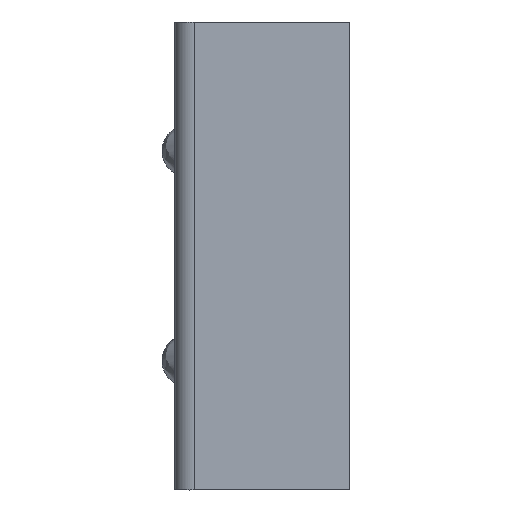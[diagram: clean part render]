
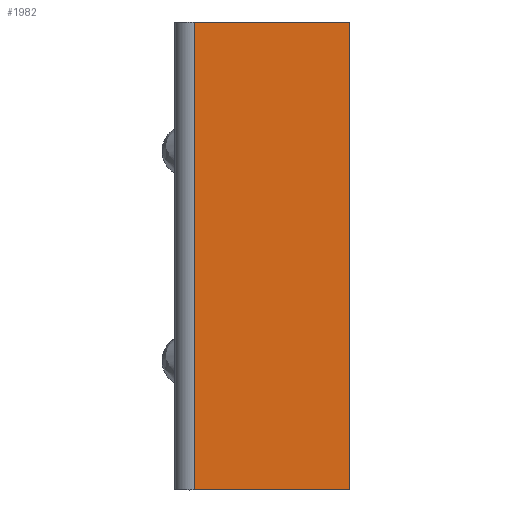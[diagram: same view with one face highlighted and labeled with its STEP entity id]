
A CAD part, left-side view. The second image highlights one B-rep face of the part: STEP entity #1982.
In plain terms, the highlighted free-form (B-spline) face has degree [1, 1] with [2, 2] control points.
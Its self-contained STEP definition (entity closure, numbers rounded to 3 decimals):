
#1790=CARTESIAN_POINT('',(-42.05,-2.4,29.0));
#1791=VERTEX_POINT('',#1790);
#1805=CARTESIAN_POINT('',(-42.05,-21.7,29.0));
#1806=VERTEX_POINT('',#1805);
#1807=CARTESIAN_POINT('',(-42.05,-21.7,29.0));
#1808=CARTESIAN_POINT('',(-42.05,-2.4,29.0));
#1809=QUASI_UNIFORM_CURVE('',1,(#1807,#1808),.UNSPECIFIED.,.F.,.U.);
#1810=EDGE_CURVE('',#1806,#1791,#1809,.T.);
#1872=CARTESIAN_POINT('',(-42.05,-21.7,-29.0));
#1873=VERTEX_POINT('',#1872);
#1879=CARTESIAN_POINT('',(-42.05,-2.4,-29.0));
#1880=VERTEX_POINT('',#1879);
#1881=CARTESIAN_POINT('',(-42.05,-21.7,-29.0));
#1882=CARTESIAN_POINT('',(-42.05,-2.4,-29.0));
#1883=QUASI_UNIFORM_CURVE('',1,(#1881,#1882),.UNSPECIFIED.,.F.,.U.);
#1884=EDGE_CURVE('',#1873,#1880,#1883,.T.);
#1959=CARTESIAN_POINT('',(-42.05,-2.4,-29.0));
#1960=CARTESIAN_POINT('',(-42.05,-2.4,29.0));
#1961=QUASI_UNIFORM_CURVE('',1,(#1959,#1960),.UNSPECIFIED.,.F.,.U.);
#1962=EDGE_CURVE('',#1880,#1791,#1961,.T.);
#1967=CARTESIAN_POINT('',(-42.05,-22.664,31.897));
#1968=CARTESIAN_POINT('',(-42.05,-22.664,-31.897));
#1969=CARTESIAN_POINT('',(-42.05,-1.436,31.897));
#1970=CARTESIAN_POINT('',(-42.05,-1.436,-31.897));
#1971=B_SPLINE_SURFACE_WITH_KNOTS('',1,1,((#1967,#1969),(#1968,#1970)),.UNSPECIFIED.,.F.,.F.,.U.,(2,2),(2,2),(0.0,63.794),(0.0,21.228),.UNSPECIFIED.);
#1972=ORIENTED_EDGE('',*,*,#1810,.T.);
#1973=ORIENTED_EDGE('',*,*,#1962,.F.);
#1974=ORIENTED_EDGE('',*,*,#1884,.F.);
#1975=CARTESIAN_POINT('',(-42.05,-21.7,-29.0));
#1976=CARTESIAN_POINT('',(-42.05,-21.7,29.0));
#1977=QUASI_UNIFORM_CURVE('',1,(#1975,#1976),.UNSPECIFIED.,.F.,.U.);
#1978=EDGE_CURVE('',#1873,#1806,#1977,.T.);
#1979=ORIENTED_EDGE('',*,*,#1978,.T.);
#1980=EDGE_LOOP('',(#1972,#1973,#1974,#1979));
#1981=FACE_OUTER_BOUND('',#1980,.T.);
#1982=ADVANCED_FACE('',(#1981),#1971,.F.);
